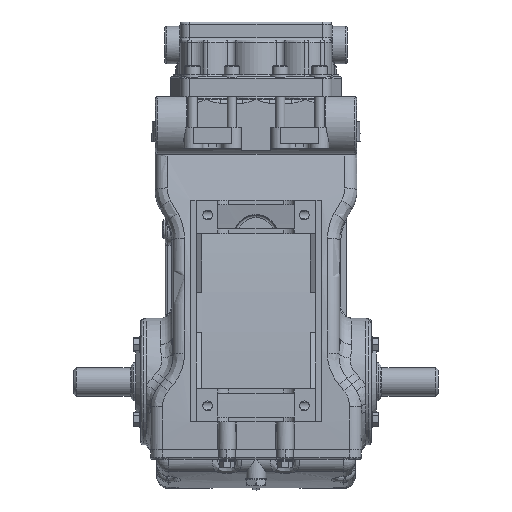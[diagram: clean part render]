
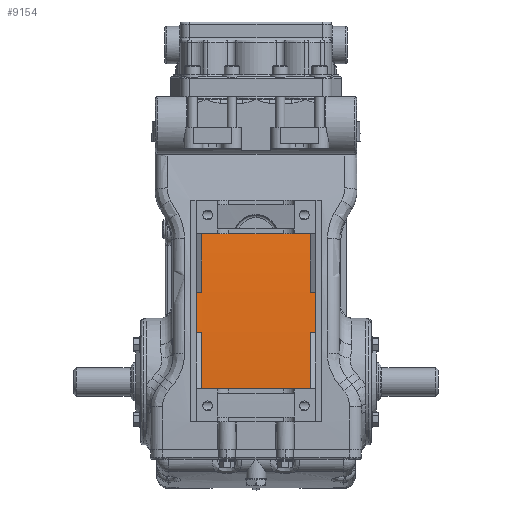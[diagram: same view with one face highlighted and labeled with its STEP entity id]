
A CAD part, front view. The second image highlights one B-rep face of the part: STEP entity #9154.
In plain terms, the highlighted cylindrical face has radius 1143 mm (diameter 2286 mm), a partial arc.
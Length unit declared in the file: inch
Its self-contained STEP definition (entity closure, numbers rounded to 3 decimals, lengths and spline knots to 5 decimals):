
#1312 = VECTOR ( 'NONE', #1885, 39.37008 ) ;
#1457 = CARTESIAN_POINT ( 'NONE',  ( 2.61052, 43.84723, -1.66934 ) ) ;
#1709 = CARTESIAN_POINT ( 'NONE',  ( -1.87171, -1.13101, -0.27 ) ) ;
#1885 = DIRECTION ( 'NONE',  ( -1., 0., 0. ) ) ;
#2249 = VERTEX_POINT ( 'NONE', #1709 ) ;
#2851 = VERTEX_POINT ( 'NONE', #10573 ) ;
#4219 = DIRECTION ( 'NONE',  ( -1., 0., 0. ) ) ;
#4615 = FACE_OUTER_BOUND ( 'NONE', #70549, .T. ) ;
#6485 = ORIENTED_EDGE ( 'NONE', *, *, #65841, .T. ) ;
#7080 = AXIS2_PLACEMENT_3D ( 'NONE', #51237, #8793, #74483 ) ;
#7622 = CARTESIAN_POINT ( 'NONE',  ( 4.7294, -0.47349, 6.12 ) ) ;
#8368 = VERTEX_POINT ( 'NONE', #14973 ) ;
#8527 = ORIENTED_EDGE ( 'NONE', *, *, #41552, .T. ) ;
#8793 = DIRECTION ( 'NONE',  ( -1., 0., 0. ) ) ;
#8996 = CARTESIAN_POINT ( 'NONE',  ( -1.87171, 43.84723, -1.66934 ) ) ;
#9154 = ADVANCED_FACE ( 'NONE', ( #4615 ), #58453, .T. ) ;
#9764 = VERTEX_POINT ( 'NONE', #32113 ) ;
#10573 = CARTESIAN_POINT ( 'NONE',  ( -2.1056, -0.83129, 3.7 ) ) ;
#12521 = CIRCLE ( 'NONE', #16344, 45. ) ;
#13247 = VERTEX_POINT ( 'NONE', #42427 ) ;
#14851 = EDGE_CURVE ( 'NONE', #24789, #52526, #19271, .T. ) ;
#14973 = CARTESIAN_POINT ( 'NONE',  ( -2.1056, -0.9988, 2.05 ) ) ;
#15381 = CIRCLE ( 'NONE', #63465, 45. ) ;
#16344 = AXIS2_PLACEMENT_3D ( 'NONE', #70279, #52514, #23108 ) ;
#16447 = DIRECTION ( 'NONE',  ( 0., 0., -1. ) ) ;
#16790 = CIRCLE ( 'NONE', #51217, 45. ) ;
#18723 = DIRECTION ( 'NONE',  ( -1., 0., 0. ) ) ;
#19271 = CIRCLE ( 'NONE', #50939, 45. ) ;
#20595 = CARTESIAN_POINT ( 'NONE',  ( 4.7294, -0.9988, 2.05 ) ) ;
#22274 = EDGE_CURVE ( 'NONE', #35448, #2249, #16790, .T. ) ;
#23013 = EDGE_CURVE ( 'NONE', #41739, #52526, #74792, .T. ) ;
#23108 = DIRECTION ( 'NONE',  ( 0., 0., 1. ) ) ;
#23239 = CARTESIAN_POINT ( 'NONE',  ( 4.7294, -0.83129, 3.7 ) ) ;
#23252 = EDGE_CURVE ( 'NONE', #68457, #2249, #56201, .T. ) ;
#24285 = LINE ( 'NONE', #48488, #59984 ) ;
#24789 = VERTEX_POINT ( 'NONE', #69943 ) ;
#25054 = DIRECTION ( 'NONE',  ( 1., 0., 0. ) ) ;
#25794 = EDGE_CURVE ( 'NONE', #8368, #35448, #76325, .T. ) ;
#26539 = EDGE_CURVE ( 'NONE', #13247, #9764, #37455, .T. ) ;
#27697 = CARTESIAN_POINT ( 'NONE',  ( 4.7294, -0.9988, 2.05 ) ) ;
#28842 = EDGE_CURVE ( 'NONE', #68457, #41739, #46571, .T. ) ;
#28944 = DIRECTION ( 'NONE',  ( 0., 0., -1. ) ) ;
#32113 = CARTESIAN_POINT ( 'NONE',  ( 2.61052, -0.47349, 6.12 ) ) ;
#33642 = DIRECTION ( 'NONE',  ( 1., 0., 0. ) ) ;
#34440 = EDGE_CURVE ( 'NONE', #43332, #9764, #61104, .T. ) ;
#35435 = ORIENTED_EDGE ( 'NONE', *, *, #26539, .T. ) ;
#35448 = VERTEX_POINT ( 'NONE', #60581 ) ;
#37197 = CARTESIAN_POINT ( 'NONE',  ( 4.7294, -1.13101, -0.27 ) ) ;
#37455 = CIRCLE ( 'NONE', #7080, 45. ) ;
#38573 = VECTOR ( 'NONE', #33642, 39.37008 ) ;
#39487 = CARTESIAN_POINT ( 'NONE',  ( 2.8444, -0.9988, 2.05 ) ) ;
#39533 = ORIENTED_EDGE ( 'NONE', *, *, #66988, .T. ) ;
#41520 = DIRECTION ( 'NONE',  ( -1., 0., 0. ) ) ;
#41552 = EDGE_CURVE ( 'NONE', #43332, #52546, #15381, .T. ) ;
#41739 = VERTEX_POINT ( 'NONE', #54099 ) ;
#42427 = CARTESIAN_POINT ( 'NONE',  ( 2.61052, -0.83129, 3.7 ) ) ;
#42522 = DIRECTION ( 'NONE',  ( 1., 0., 0. ) ) ;
#43332 = VERTEX_POINT ( 'NONE', #67021 ) ;
#43912 = DIRECTION ( 'NONE',  ( 0., 0., 1. ) ) ;
#44785 = DIRECTION ( 'NONE',  ( 1., 0., 0. ) ) ;
#46247 = DIRECTION ( 'NONE',  ( 1., 0., 0. ) ) ;
#46571 = CIRCLE ( 'NONE', #57970, 45. ) ;
#47173 = DIRECTION ( 'NONE',  ( 1., 0., 0. ) ) ;
#47426 = CARTESIAN_POINT ( 'NONE',  ( 4.7294, 43.84723, -1.66934 ) ) ;
#48488 = CARTESIAN_POINT ( 'NONE',  ( 4.7294, -0.83129, 3.7 ) ) ;
#48883 = VECTOR ( 'NONE', #41520, 39.37008 ) ;
#50237 = CARTESIAN_POINT ( 'NONE',  ( -1.87171, -0.83129, 3.7 ) ) ;
#50939 = AXIS2_PLACEMENT_3D ( 'NONE', #59387, #47173, #28944 ) ;
#51217 = AXIS2_PLACEMENT_3D ( 'NONE', #72544, #42522, #54803 ) ;
#51237 = CARTESIAN_POINT ( 'NONE',  ( 2.61052, 43.84723, -1.66934 ) ) ;
#52034 = ORIENTED_EDGE ( 'NONE', *, *, #25794, .T. ) ;
#52393 = VECTOR ( 'NONE', #44785, 39.37008 ) ;
#52514 = DIRECTION ( 'NONE',  ( -1., 0., 0. ) ) ;
#52526 = VERTEX_POINT ( 'NONE', #39487 ) ;
#52546 = VERTEX_POINT ( 'NONE', #50237 ) ;
#53379 = DIRECTION ( 'NONE',  ( 0., 0., 1. ) ) ;
#53708 = CARTESIAN_POINT ( 'NONE',  ( 2.61052, -1.13101, -0.27 ) ) ;
#54099 = CARTESIAN_POINT ( 'NONE',  ( 2.61052, -0.9988, 2.05 ) ) ;
#54803 = DIRECTION ( 'NONE',  ( 0., 0., -1. ) ) ;
#56201 = LINE ( 'NONE', #37197, #1312 ) ;
#57970 = AXIS2_PLACEMENT_3D ( 'NONE', #1457, #73941, #43912 ) ;
#58453 = CYLINDRICAL_SURFACE ( 'NONE', #72398, 45. ) ;
#59259 = LINE ( 'NONE', #23239, #48883 ) ;
#59387 = CARTESIAN_POINT ( 'NONE',  ( 2.8444, 43.84723, -1.66934 ) ) ;
#59984 = VECTOR ( 'NONE', #18723, 39.37008 ) ;
#60581 = CARTESIAN_POINT ( 'NONE',  ( -1.87171, -0.9988, 2.05 ) ) ;
#60850 = ORIENTED_EDGE ( 'NONE', *, *, #23252, .F. ) ;
#61104 = LINE ( 'NONE', #7622, #68765 ) ;
#61353 = ORIENTED_EDGE ( 'NONE', *, *, #22274, .T. ) ;
#61859 = EDGE_CURVE ( 'NONE', #8368, #2851, #12521, .T. ) ;
#62260 = ORIENTED_EDGE ( 'NONE', *, *, #14851, .F. ) ;
#63465 = AXIS2_PLACEMENT_3D ( 'NONE', #8996, #46247, #16447 ) ;
#65841 = EDGE_CURVE ( 'NONE', #52546, #2851, #24285, .T. ) ;
#66988 = EDGE_CURVE ( 'NONE', #24789, #13247, #59259, .T. ) ;
#67021 = CARTESIAN_POINT ( 'NONE',  ( -1.87171, -0.47349, 6.12 ) ) ;
#67706 = ORIENTED_EDGE ( 'NONE', *, *, #23013, .T. ) ;
#68457 = VERTEX_POINT ( 'NONE', #53708 ) ;
#68765 = VECTOR ( 'NONE', #25054, 39.37008 ) ;
#69919 = ORIENTED_EDGE ( 'NONE', *, *, #61859, .F. ) ;
#69943 = CARTESIAN_POINT ( 'NONE',  ( 2.8444, -0.83129, 3.7 ) ) ;
#70279 = CARTESIAN_POINT ( 'NONE',  ( -2.1056, 43.84723, -1.66934 ) ) ;
#70549 = EDGE_LOOP ( 'NONE', ( #52034, #61353, #60850, #73580, #67706, #62260, #39533, #35435, #71478, #8527, #6485, #69919 ) ) ;
#71478 = ORIENTED_EDGE ( 'NONE', *, *, #34440, .F. ) ;
#72398 = AXIS2_PLACEMENT_3D ( 'NONE', #47426, #4219, #53379 ) ;
#72544 = CARTESIAN_POINT ( 'NONE',  ( -1.87171, 43.84723, -1.66934 ) ) ;
#73580 = ORIENTED_EDGE ( 'NONE', *, *, #28842, .T. ) ;
#73941 = DIRECTION ( 'NONE',  ( -1., 0., 0. ) ) ;
#74483 = DIRECTION ( 'NONE',  ( 0., 0., 1. ) ) ;
#74792 = LINE ( 'NONE', #20595, #52393 ) ;
#76325 = LINE ( 'NONE', #27697, #38573 ) ;
